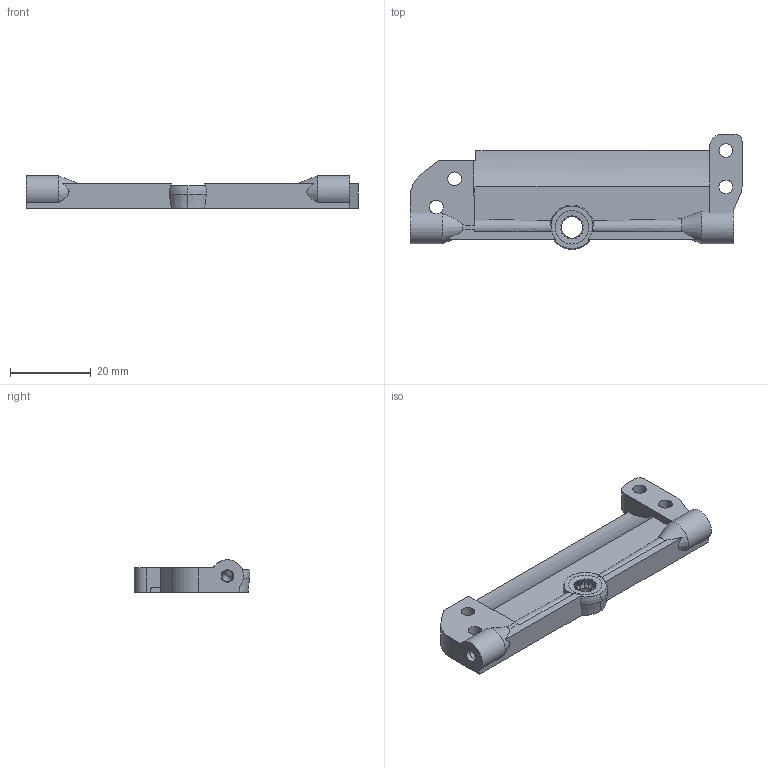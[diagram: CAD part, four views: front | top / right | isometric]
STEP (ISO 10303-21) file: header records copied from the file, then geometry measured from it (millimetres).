
FILE_DESCRIPTION(('FreeCAD Model'),'2;1');
FILE_NAME('Open CASCADE Shape Model','2024-07-11T13:56:59',(''),(''), 'Open CASCADE STEP processor 7.6','FreeCAD','Unknown');
FILE_SCHEMA(('AUTOMOTIVE_DESIGN { 1 0 10303 214 1 1 1 1 }'));
Length unit declared in the file: millimetre
Products named in the file (1): Pocket053032737
Bounding box: 82 x 28.5 x 8 mm (x, y, z)
Volume: 7257.5 mm3; surface area: 5195.8 mm2
Topology: 1 solids, 1 shells, 248 faces, 765 edges, 520 vertices
Faces by surface type: cylinder 92, plane 61, cone 52, revolution 36, sphere 7
Full cylindrical faces by diameter (mm): 0.2 x2, 2.7 x2, 3.4 x4
Entity records: 21660 total; most frequent: CARTESIAN_POINT 8078, DIRECTION 2216, ORIENTED_EDGE 1530, PCURVE 1530, DEFINITIONAL_REPRESENTATION 1530, B_SPLINE_CURVE_WITH_KNOTS 859, EDGE_CURVE 765, SURFACE_CURVE 747
